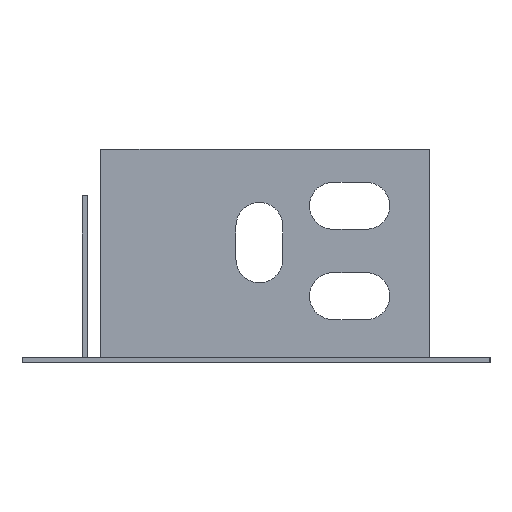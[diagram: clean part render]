
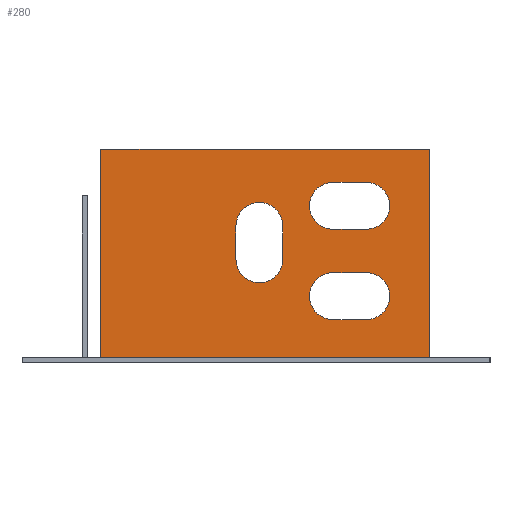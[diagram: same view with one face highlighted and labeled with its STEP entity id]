
A CAD part, left-side view. The second image highlights one B-rep face of the part: STEP entity #280.
In plain terms, the highlighted planar face has unit normal (-1, 0, 0).
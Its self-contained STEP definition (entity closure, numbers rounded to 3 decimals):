
#1 = EDGE_CURVE ( 'NONE', #1634, #2646, #153, .T. ) ;
#11 = CARTESIAN_POINT ( 'NONE',  ( -50.8, -26., 32. ) ) ;
#24 = DIRECTION ( 'NONE',  ( -1., 0., 0. ) ) ;
#61 = VERTEX_POINT ( 'NONE', #2187 ) ;
#67 = CARTESIAN_POINT ( 'NONE',  ( -50.8, 23.2, 32. ) ) ;
#73 = EDGE_CURVE ( 'NONE', #2888, #1164, #505, .T. ) ;
#94 = DIRECTION ( 'NONE',  ( 1., 0., 0. ) ) ;
#100 = DIRECTION ( 'NONE',  ( 0., 1., 0. ) ) ;
#141 = VECTOR ( 'NONE', #2793, 1000. ) ;
#153 = LINE ( 'NONE', #2913, #2795 ) ;
#280 = ADVANCED_FACE ( 'NONE', ( #3191, #541, #2756, #1227 ), #3223, .F. ) ;
#321 = VERTEX_POINT ( 'NONE', #2670 ) ;
#369 = CARTESIAN_POINT ( 'NONE',  ( -50.8, -16.5, 27. ) ) ;
#404 = ORIENTED_EDGE ( 'NONE', *, *, #2301, .T. ) ;
#424 = EDGE_CURVE ( 'NONE', #2209, #1634, #668, .T. ) ;
#438 = EDGE_LOOP ( 'NONE', ( #1481, #1318, #992, #2282 ) ) ;
#441 = CARTESIAN_POINT ( 'NONE',  ( -50.8, -16.5, 10. ) ) ;
#461 = VECTOR ( 'NONE', #886, 1000. ) ;
#467 = ORIENTED_EDGE ( 'NONE', *, *, #1450, .T. ) ;
#505 = CIRCLE ( 'NONE', #885, 3.5 ) ;
#520 = EDGE_CURVE ( 'NONE', #964, #2888, #3067, .T. ) ;
#541 = FACE_BOUND ( 'NONE', #438, .T. ) ;
#604 = CARTESIAN_POINT ( 'NONE',  ( -50.8, 23.2, 0. ) ) ;
#609 = CARTESIAN_POINT ( 'NONE',  ( -50.8, -26., 32. ) ) ;
#635 = CARTESIAN_POINT ( 'NONE',  ( -50.8, -16.5, 20. ) ) ;
#640 = DIRECTION ( 'NONE',  ( 1., 0., 0. ) ) ;
#653 = EDGE_CURVE ( 'NONE', #1952, #2209, #780, .T. ) ;
#668 = CIRCLE ( 'NONE', #2198, 3.5 ) ;
#699 = DIRECTION ( 'NONE',  ( 0., 0., -1. ) ) ;
#702 = EDGE_CURVE ( 'NONE', #321, #61, #2499, .T. ) ;
#720 = CARTESIAN_POINT ( 'NONE',  ( -50.8, -11.5, 6.5 ) ) ;
#729 = LINE ( 'NONE', #1086, #1331 ) ;
#780 = LINE ( 'NONE', #1632, #2579 ) ;
#796 = VERTEX_POINT ( 'NONE', #2199 ) ;
#799 = DIRECTION ( 'NONE',  ( -1., 0., 0. ) ) ;
#816 = AXIS2_PLACEMENT_3D ( 'NONE', #1352, #3276, #2919 ) ;
#875 = VERTEX_POINT ( 'NONE', #1971 ) ;
#882 = ORIENTED_EDGE ( 'NONE', *, *, #3105, .F. ) ;
#885 = AXIS2_PLACEMENT_3D ( 'NONE', #441, #2239, #699 ) ;
#886 = DIRECTION ( 'NONE',  ( 0., 0., 1. ) ) ;
#903 = LINE ( 'NONE', #2281, #141 ) ;
#923 = CARTESIAN_POINT ( 'NONE',  ( -50.8, -4., 20.5 ) ) ;
#960 = ORIENTED_EDGE ( 'NONE', *, *, #1277, .F. ) ;
#964 = VERTEX_POINT ( 'NONE', #720 ) ;
#966 = DIRECTION ( 'NONE',  ( 0., -1., 0. ) ) ;
#975 = CARTESIAN_POINT ( 'NONE',  ( -50.8, -11.5, 27. ) ) ;
#992 = ORIENTED_EDGE ( 'NONE', *, *, #653, .F. ) ;
#993 = CARTESIAN_POINT ( 'NONE',  ( -50.8, -16.5, 6.5 ) ) ;
#996 = CARTESIAN_POINT ( 'NONE',  ( -50.8, -4., 15.5 ) ) ;
#1015 = CIRCLE ( 'NONE', #3125, 3.5 ) ;
#1022 = VECTOR ( 'NONE', #1313, 1000. ) ;
#1026 = CARTESIAN_POINT ( 'NONE',  ( -50.8, -11.5, 23.5 ) ) ;
#1063 = CARTESIAN_POINT ( 'NONE',  ( -50.8, -11.5, 6.5 ) ) ;
#1086 = CARTESIAN_POINT ( 'NONE',  ( -50.8, -26., 33.146 ) ) ;
#1108 = VERTEX_POINT ( 'NONE', #11 ) ;
#1115 = EDGE_CURVE ( 'NONE', #3130, #964, #1656, .T. ) ;
#1123 = ORIENTED_EDGE ( 'NONE', *, *, #1863, .T. ) ;
#1130 = DIRECTION ( 'NONE',  ( 0., -1., 0. ) ) ;
#1141 = VECTOR ( 'NONE', #966, 1000. ) ;
#1162 = AXIS2_PLACEMENT_3D ( 'NONE', #2332, #799, #2591 ) ;
#1164 = VERTEX_POINT ( 'NONE', #3103 ) ;
#1185 = CARTESIAN_POINT ( 'NONE',  ( -50.8, 23.2, 0. ) ) ;
#1217 = LINE ( 'NONE', #1269, #1725 ) ;
#1227 = FACE_OUTER_BOUND ( 'NONE', #2214, .T. ) ;
#1229 = ORIENTED_EDGE ( 'NONE', *, *, #2194, .F. ) ;
#1269 = CARTESIAN_POINT ( 'NONE',  ( -50.8, -4., 20.5 ) ) ;
#1277 = EDGE_CURVE ( 'NONE', #1164, #3130, #3140, .T. ) ;
#1282 = DIRECTION ( 'NONE',  ( 0., 0., -1. ) ) ;
#1303 = ORIENTED_EDGE ( 'NONE', *, *, #73, .F. ) ;
#1313 = DIRECTION ( 'NONE',  ( 0., -1., 0. ) ) ;
#1318 = ORIENTED_EDGE ( 'NONE', *, *, #424, .F. ) ;
#1331 = VECTOR ( 'NONE', #2112, 1000. ) ;
#1352 = CARTESIAN_POINT ( 'NONE',  ( -50.8, 23.2, 32. ) ) ;
#1355 = CARTESIAN_POINT ( 'NONE',  ( -50.8, -11.5, 13.5 ) ) ;
#1423 = VECTOR ( 'NONE', #1596, 1000. ) ;
#1450 = EDGE_CURVE ( 'NONE', #1916, #321, #2570, .T. ) ;
#1481 = ORIENTED_EDGE ( 'NONE', *, *, #1, .F. ) ;
#1521 = DIRECTION ( 'NONE',  ( 0., 0., -1. ) ) ;
#1553 = CARTESIAN_POINT ( 'NONE',  ( -50.8, -11.5, 10. ) ) ;
#1596 = DIRECTION ( 'NONE',  ( 0., 0., -1. ) ) ;
#1606 = CARTESIAN_POINT ( 'NONE',  ( -50.8, -11.5, 13.5 ) ) ;
#1626 = CARTESIAN_POINT ( 'NONE',  ( -50.8, -0.5, 20.5 ) ) ;
#1632 = CARTESIAN_POINT ( 'NONE',  ( -50.8, -11.5, 27. ) ) ;
#1634 = VERTEX_POINT ( 'NONE', #2535 ) ;
#1656 = CIRCLE ( 'NONE', #2117, 3.5 ) ;
#1685 = DIRECTION ( 'NONE',  ( 0., -1., 0. ) ) ;
#1725 = VECTOR ( 'NONE', #1521, 1000. ) ;
#1726 = CARTESIAN_POINT ( 'NONE',  ( -50.8, 23.2, 32. ) ) ;
#1809 = LINE ( 'NONE', #1726, #1141 ) ;
#1810 = DIRECTION ( 'NONE',  ( 0., 0., -1. ) ) ;
#1863 = EDGE_CURVE ( 'NONE', #2408, #1916, #2103, .T. ) ;
#1880 = DIRECTION ( 'NONE',  ( 0., 0., -1. ) ) ;
#1890 = EDGE_LOOP ( 'NONE', ( #404, #2029, #3250, #2810 ) ) ;
#1896 = EDGE_CURVE ( 'NONE', #796, #2082, #2711, .T. ) ;
#1898 = VECTOR ( 'NONE', #1685, 1000. ) ;
#1916 = VERTEX_POINT ( 'NONE', #604 ) ;
#1952 = VERTEX_POINT ( 'NONE', #369 ) ;
#1971 = CARTESIAN_POINT ( 'NONE',  ( -50.8, 3., 15.5 ) ) ;
#2026 = EDGE_CURVE ( 'NONE', #2284, #875, #1015, .T. ) ;
#2029 = ORIENTED_EDGE ( 'NONE', *, *, #1896, .T. ) ;
#2082 = VERTEX_POINT ( 'NONE', #923 ) ;
#2103 = LINE ( 'NONE', #67, #1423 ) ;
#2112 = DIRECTION ( 'NONE',  ( 0., 0., -1. ) ) ;
#2117 = AXIS2_PLACEMENT_3D ( 'NONE', #1553, #24, #1810 ) ;
#2183 = CARTESIAN_POINT ( 'NONE',  ( -50.8, -0.5, 15.5 ) ) ;
#2185 = CIRCLE ( 'NONE', #1162, 3.5 ) ;
#2187 = CARTESIAN_POINT ( 'NONE',  ( -50.8, -26., 0.8 ) ) ;
#2194 = EDGE_CURVE ( 'NONE', #2408, #1108, #1809, .T. ) ;
#2198 = AXIS2_PLACEMENT_3D ( 'NONE', #1026, #2821, #1282 ) ;
#2199 = CARTESIAN_POINT ( 'NONE',  ( -50.8, 3., 20.5 ) ) ;
#2209 = VERTEX_POINT ( 'NONE', #975 ) ;
#2214 = EDGE_LOOP ( 'NONE', ( #1123, #467, #2560, #882, #1229 ) ) ;
#2239 = DIRECTION ( 'NONE',  ( -1., 0., 0. ) ) ;
#2281 = CARTESIAN_POINT ( 'NONE',  ( -50.8, 3., 20.5 ) ) ;
#2282 = ORIENTED_EDGE ( 'NONE', *, *, #3053, .F. ) ;
#2284 = VERTEX_POINT ( 'NONE', #996 ) ;
#2301 = EDGE_CURVE ( 'NONE', #875, #796, #903, .T. ) ;
#2332 = CARTESIAN_POINT ( 'NONE',  ( -50.8, -16.5, 23.5 ) ) ;
#2337 = CARTESIAN_POINT ( 'NONE',  ( -50.8, 23.2, 32. ) ) ;
#2408 = VERTEX_POINT ( 'NONE', #2337 ) ;
#2431 = DIRECTION ( 'NONE',  ( 0., 0., -1. ) ) ;
#2456 = VECTOR ( 'NONE', #3150, 1000. ) ;
#2499 = LINE ( 'NONE', #609, #461 ) ;
#2535 = CARTESIAN_POINT ( 'NONE',  ( -50.8, -11.5, 20. ) ) ;
#2560 = ORIENTED_EDGE ( 'NONE', *, *, #702, .T. ) ;
#2570 = LINE ( 'NONE', #1185, #1898 ) ;
#2579 = VECTOR ( 'NONE', #100, 1000. ) ;
#2591 = DIRECTION ( 'NONE',  ( 0., 0., -1. ) ) ;
#2646 = VERTEX_POINT ( 'NONE', #635 ) ;
#2651 = ORIENTED_EDGE ( 'NONE', *, *, #1115, .F. ) ;
#2670 = CARTESIAN_POINT ( 'NONE',  ( -50.8, -26., 0. ) ) ;
#2711 = CIRCLE ( 'NONE', #2787, 3.5 ) ;
#2756 = FACE_BOUND ( 'NONE', #1890, .T. ) ;
#2787 = AXIS2_PLACEMENT_3D ( 'NONE', #1626, #94, #1880 ) ;
#2793 = DIRECTION ( 'NONE',  ( 0., 0., 1. ) ) ;
#2795 = VECTOR ( 'NONE', #1130, 1000. ) ;
#2810 = ORIENTED_EDGE ( 'NONE', *, *, #2026, .T. ) ;
#2821 = DIRECTION ( 'NONE',  ( -1., 0., 0. ) ) ;
#2888 = VERTEX_POINT ( 'NONE', #993 ) ;
#2913 = CARTESIAN_POINT ( 'NONE',  ( -50.8, -11.5, 20. ) ) ;
#2919 = DIRECTION ( 'NONE',  ( 0., 0., -1. ) ) ;
#2965 = EDGE_CURVE ( 'NONE', #2082, #2284, #1217, .T. ) ;
#3053 = EDGE_CURVE ( 'NONE', #2646, #1952, #2185, .T. ) ;
#3067 = LINE ( 'NONE', #1063, #1022 ) ;
#3103 = CARTESIAN_POINT ( 'NONE',  ( -50.8, -16.5, 13.5 ) ) ;
#3105 = EDGE_CURVE ( 'NONE', #1108, #61, #729, .T. ) ;
#3125 = AXIS2_PLACEMENT_3D ( 'NONE', #2183, #640, #2431 ) ;
#3130 = VERTEX_POINT ( 'NONE', #1606 ) ;
#3140 = LINE ( 'NONE', #1355, #2456 ) ;
#3150 = DIRECTION ( 'NONE',  ( 0., 1., 0. ) ) ;
#3169 = EDGE_LOOP ( 'NONE', ( #3194, #2651, #960, #1303 ) ) ;
#3191 = FACE_BOUND ( 'NONE', #3169, .T. ) ;
#3194 = ORIENTED_EDGE ( 'NONE', *, *, #520, .F. ) ;
#3223 = PLANE ( 'NONE',  #816 ) ;
#3250 = ORIENTED_EDGE ( 'NONE', *, *, #2965, .T. ) ;
#3276 = DIRECTION ( 'NONE',  ( 1., 0., 0. ) ) ;
